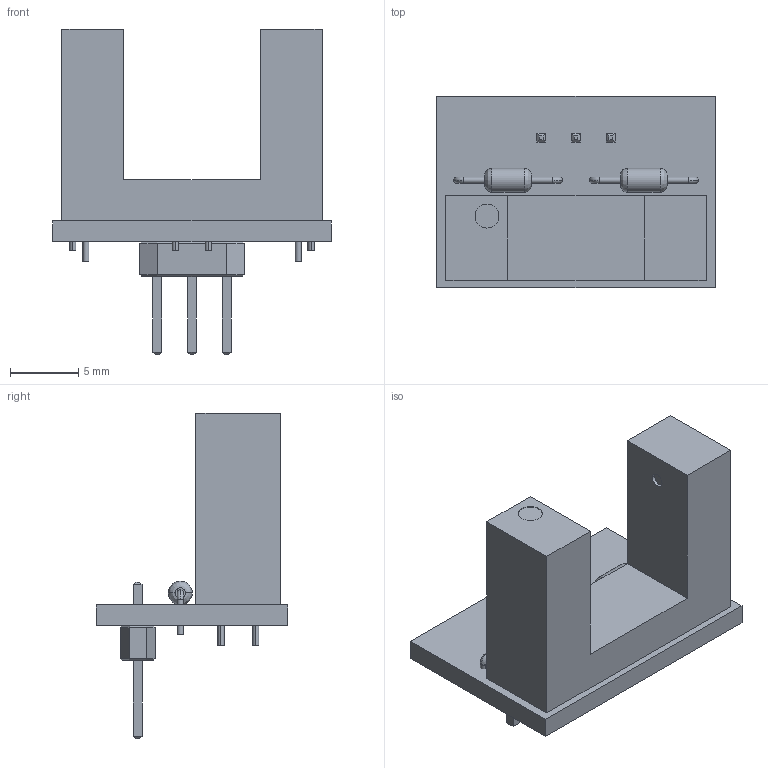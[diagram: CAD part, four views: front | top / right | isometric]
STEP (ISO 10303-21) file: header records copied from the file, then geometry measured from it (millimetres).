
FILE_DESCRIPTION((''),'2;1');
FILE_NAME('Photo Interrupter.stp','2008-12-20T16:33:31',('Owner'),(''),'Autodesk Inventor (R) 6.0','Autodesk Inventor (R) 6.0','');
FILE_SCHEMA(('AUTOMOTIVE_DESIGN { 1 0 10303 214 1 1 1 1 }'));
Length unit declared in the file: inch
Products named in the file (5): Photo Interrupter; Photo Interrupter PCB; CNZ1120 Photo Interrupter; 3 Pin Connector; Resistor - Thru Hole
Assembly tree (5 placements, depth 2):
  Photo Interrupter
    Photo Interrupter PCB
    CNZ1120 Photo Interrupter
    3 Pin Connector
    Resistor - Thru Hole  x2
Bounding box: 20.32 x 13.97 x 23.78 mm (x, y, z)
Volume: 1474.9 mm3; surface area: 1763.4 mm2
Topology: 5 solids, 5 shells, 161 faces, 354 edges, 220 vertices
Faces by surface type: plane 105, bspline 34, cylinder 18, torus 4
Entity records: 4299 total; most frequent: CARTESIAN_POINT 1124, DIRECTION 624, ORIENTED_EDGE 608, EDGE_CURVE 304, VECTOR 236, LINE 236, AXIS2_PLACEMENT_3D 194, VERTEX_POINT 188
